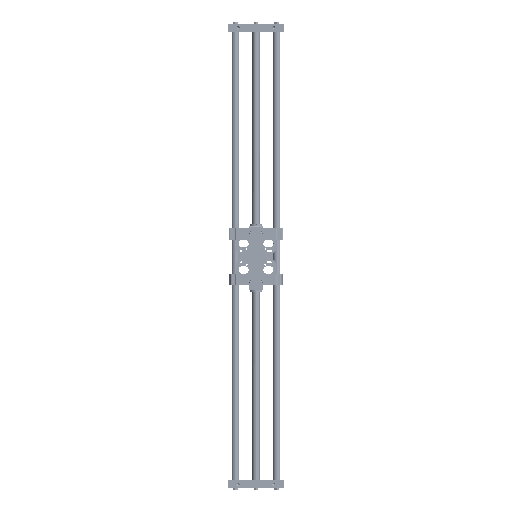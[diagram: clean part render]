
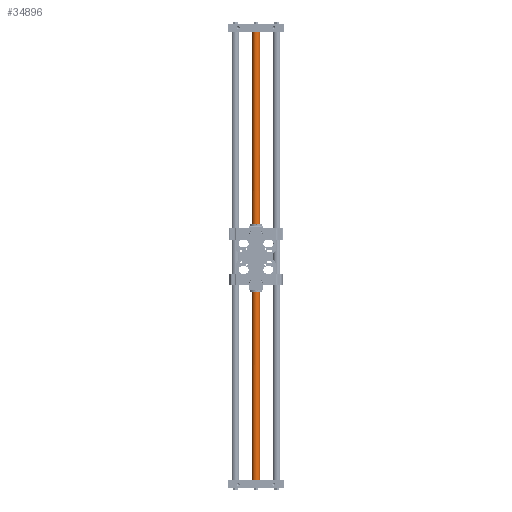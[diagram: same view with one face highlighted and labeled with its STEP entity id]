
A CAD part, front view. The second image highlights one B-rep face of the part: STEP entity #34896.
In plain terms, the highlighted cylindrical face has radius 10 mm (diameter 20 mm), a partial arc.
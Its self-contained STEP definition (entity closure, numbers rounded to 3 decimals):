
#448 = VECTOR ( 'NONE', #3121, 1000. ) ;
#685 = VECTOR ( 'NONE', #44403, 1000. ) ;
#1004 = ORIENTED_EDGE ( 'NONE', *, *, #46480, .T. ) ;
#2561 = AXIS2_PLACEMENT_3D ( 'NONE', #46542, #43566, #35681 ) ;
#3042 = CARTESIAN_POINT ( 'NONE',  ( 1207., -4.359, -9. ) ) ;
#3121 = DIRECTION ( 'NONE',  ( -1., 0., 0. ) ) ;
#3167 = DIRECTION ( 'NONE',  ( 0., 0., 1. ) ) ;
#4000 = CARTESIAN_POINT ( 'NONE',  ( 1201.512, 0., -10. ) ) ;
#6774 = ORIENTED_EDGE ( 'NONE', *, *, #9182, .T. ) ;
#7334 = LINE ( 'NONE', #22543, #685 ) ;
#7566 = CARTESIAN_POINT ( 'NONE',  ( 1201.678, -2.994, -9.661 ) ) ;
#7731 = CYLINDRICAL_SURFACE ( 'NONE', #20798, 10. ) ;
#9182 = EDGE_CURVE ( 'NONE', #11380, #13240, #7334, .T. ) ;
#9223 = VECTOR ( 'NONE', #45218, 1000. ) ;
#10733 = VERTEX_POINT ( 'NONE', #45206 ) ;
#10783 = ORIENTED_EDGE ( 'NONE', *, *, #35518, .F. ) ;
#11380 = VERTEX_POINT ( 'NONE', #44593 ) ;
#11675 = DIRECTION ( 'NONE',  ( -1., 0., 0. ) ) ;
#13240 = VERTEX_POINT ( 'NONE', #31619 ) ;
#14193 = CARTESIAN_POINT ( 'NONE',  ( 0., -4.359, -9. ) ) ;
#14803 = CARTESIAN_POINT ( 'NONE',  ( 1202., -4.359, -9. ) ) ;
#14954 = DIRECTION ( 'NONE',  ( -1., 0., 0. ) ) ;
#15050 = LINE ( 'NONE', #44274, #22101 ) ;
#15110 = CARTESIAN_POINT ( 'NONE',  ( 1., 0., -10. ) ) ;
#16650 = ORIENTED_EDGE ( 'NONE', *, *, #38586, .T. ) ;
#18473 = CARTESIAN_POINT ( 'NONE',  ( 1201.512, -1.516, 10. ) ) ;
#18797 = FACE_OUTER_BOUND ( 'NONE', #27651, .T. ) ;
#19543 = ORIENTED_EDGE ( 'NONE', *, *, #24540, .T. ) ;
#20798 = AXIS2_PLACEMENT_3D ( 'NONE', #22718, #11675, #33486 ) ;
#21177 = CIRCLE ( 'NONE', #43118, 10. ) ;
#21319 = LINE ( 'NONE', #14193, #448 ) ;
#22101 = VECTOR ( 'NONE', #33204, 1000. ) ;
#22543 = CARTESIAN_POINT ( 'NONE',  ( 0., 0., 10. ) ) ;
#22718 = CARTESIAN_POINT ( 'NONE',  ( 0., 0., 0. ) ) ;
#22799 = CARTESIAN_POINT ( 'NONE',  ( 1202., -4.359, -9. ) ) ;
#23767 = CIRCLE ( 'NONE', #2561, 10. ) ;
#24473 = VERTEX_POINT ( 'NONE', #4000 ) ;
#24540 = EDGE_CURVE ( 'NONE', #26026, #10733, #21177, .T. ) ;
#25615 = CARTESIAN_POINT ( 'NONE',  ( 1201.512, 0., 10. ) ) ;
#26026 = VERTEX_POINT ( 'NONE', #3042 ) ;
#26429 =( BOUNDED_CURVE ( )  B_SPLINE_CURVE ( 3, ( #33318, #41427, #7566, #22799 ),
 .UNSPECIFIED., .F., .T. ) 
 B_SPLINE_CURVE_WITH_KNOTS ( ( 4, 4 ),
 ( 0., 0.451 ),
 .UNSPECIFIED. ) 
 CURVE ( )  GEOMETRIC_REPRESENTATION_ITEM ( )  RATIONAL_B_SPLINE_CURVE ( ( 1., 0.983, 0.983, 1. ) ) 
 REPRESENTATION_ITEM ( '' )  );
#26524 = CARTESIAN_POINT ( 'NONE',  ( 1207., 0., 0. ) ) ;
#27204 = CARTESIAN_POINT ( 'NONE',  ( 1202., -4.359, 9. ) ) ;
#27651 = EDGE_LOOP ( 'NONE', ( #35118, #44996, #10783, #19543, #16650, #1004, #6774, #42898 ) ) ;
#28265 =( BOUNDED_CURVE ( )  B_SPLINE_CURVE ( 3, ( #47474, #29783, #18473, #25615 ),
 .UNSPECIFIED., .F., .F. ) 
 B_SPLINE_CURVE_WITH_KNOTS ( ( 4, 4 ),
 ( 5.832, 6.283 ),
 .UNSPECIFIED. ) 
 CURVE ( )  GEOMETRIC_REPRESENTATION_ITEM ( )  RATIONAL_B_SPLINE_CURVE ( ( 1., 0.983, 0.983, 1. ) ) 
 REPRESENTATION_ITEM ( '' )  );
#29783 = CARTESIAN_POINT ( 'NONE',  ( 1201.678, -2.994, 9.661 ) ) ;
#31198 = CARTESIAN_POINT ( 'NONE',  ( 0., 0., -10. ) ) ;
#31619 = CARTESIAN_POINT ( 'NONE',  ( 1., 0., 10. ) ) ;
#33204 = DIRECTION ( 'NONE',  ( -1., 0., 0. ) ) ;
#33318 = CARTESIAN_POINT ( 'NONE',  ( 1201.512, 0., -10. ) ) ;
#33486 = DIRECTION ( 'NONE',  ( 0., 0., 1. ) ) ;
#34855 = LINE ( 'NONE', #31198, #9223 ) ;
#34896 = ADVANCED_FACE ( 'NONE', ( #18797 ), #7731, .T. ) ;
#35118 = ORIENTED_EDGE ( 'NONE', *, *, #43354, .F. ) ;
#35518 = EDGE_CURVE ( 'NONE', #26026, #41630, #21319, .T. ) ;
#35681 = DIRECTION ( 'NONE',  ( 0., 0., 1. ) ) ;
#37776 = EDGE_CURVE ( 'NONE', #24473, #41630, #26429, .T. ) ;
#38129 = VERTEX_POINT ( 'NONE', #15110 ) ;
#38434 = EDGE_CURVE ( 'NONE', #38129, #13240, #23767, .T. ) ;
#38586 = EDGE_CURVE ( 'NONE', #10733, #45294, #15050, .T. ) ;
#41427 = CARTESIAN_POINT ( 'NONE',  ( 1201.512, -1.516, -10. ) ) ;
#41630 = VERTEX_POINT ( 'NONE', #14803 ) ;
#42898 = ORIENTED_EDGE ( 'NONE', *, *, #38434, .F. ) ;
#43118 = AXIS2_PLACEMENT_3D ( 'NONE', #26524, #14954, #3167 ) ;
#43354 = EDGE_CURVE ( 'NONE', #24473, #38129, #34855, .T. ) ;
#43566 = DIRECTION ( 'NONE',  ( -1., 0., 0. ) ) ;
#44274 = CARTESIAN_POINT ( 'NONE',  ( 0., -4.359, 9. ) ) ;
#44403 = DIRECTION ( 'NONE',  ( -1., 0., 0. ) ) ;
#44593 = CARTESIAN_POINT ( 'NONE',  ( 1201.512, 0., 10. ) ) ;
#44996 = ORIENTED_EDGE ( 'NONE', *, *, #37776, .T. ) ;
#45206 = CARTESIAN_POINT ( 'NONE',  ( 1207., -4.359, 9. ) ) ;
#45218 = DIRECTION ( 'NONE',  ( -1., 0., 0. ) ) ;
#45294 = VERTEX_POINT ( 'NONE', #27204 ) ;
#46480 = EDGE_CURVE ( 'NONE', #45294, #11380, #28265, .T. ) ;
#46542 = CARTESIAN_POINT ( 'NONE',  ( 1., 0., 0. ) ) ;
#47474 = CARTESIAN_POINT ( 'NONE',  ( 1202., -4.359, 9. ) ) ;
